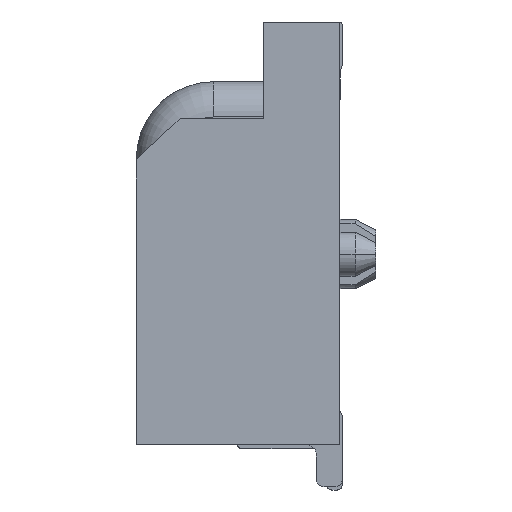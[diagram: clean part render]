
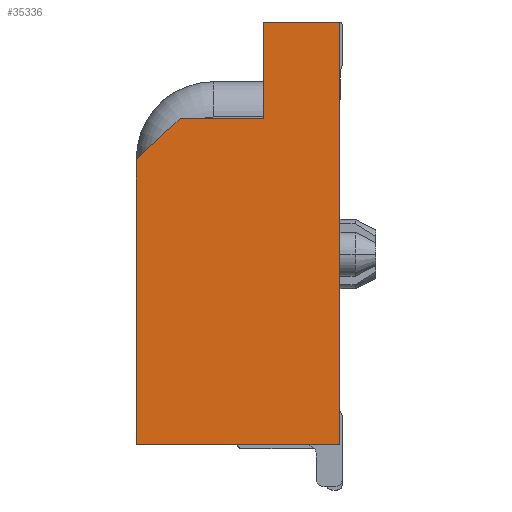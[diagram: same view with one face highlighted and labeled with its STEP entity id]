
A CAD part, left-side view. The second image highlights one B-rep face of the part: STEP entity #35336.
In plain terms, the highlighted planar face has unit normal (-1, 0, 0).
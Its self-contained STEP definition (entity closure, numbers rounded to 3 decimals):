
#3742=EDGE_CURVE('',#10915,#10916,#10917,.T.);
#3744=EDGE_CURVE('',#10919,#10915,#10920,.T.);
#3746=EDGE_CURVE('',#10922,#10919,#10923,.T.);
#3748=EDGE_CURVE('',#10925,#10922,#10926,.T.);
#3750=EDGE_CURVE('',#10928,#10925,#10929,.T.);
#3752=EDGE_CURVE('',#10931,#10928,#10932,.T.);
#3754=EDGE_CURVE('',#10916,#10931,#10934,.T.);
#10915=VERTEX_POINT('',#20430);
#10916=VERTEX_POINT('',#20431);
#10917=LINE('',#20432,#20433);
#10919=VERTEX_POINT('',#20436);
#10920=LINE('',#20437,#20438);
#10922=VERTEX_POINT('',#20441);
#10923=LINE('',#20442,#20443);
#10925=VERTEX_POINT('',#20446);
#10926=LINE('',#20447,#20448);
#10928=VERTEX_POINT('',#20451);
#10929=LINE('',#20452,#20453);
#10931=VERTEX_POINT('',#20456);
#10932=LINE('',#20457,#20458);
#10934=LINE('',#20461,#20462);
#20430=CARTESIAN_POINT('',(-14.95,-2.0,-8.2));
#20431=CARTESIAN_POINT('',(-14.95,1.95,-8.2));
#20432=CARTESIAN_POINT('',(-14.95,-2.0,-8.2));
#20433=VECTOR('',#36722,3.95);
#20436=CARTESIAN_POINT('',(-14.95,-2.0,0.0));
#20437=CARTESIAN_POINT('',(-14.95,-2.0,0.0));
#20438=VECTOR('',#36723,8.2);
#20441=CARTESIAN_POINT('',(-14.95,-0.53,0.0));
#20442=CARTESIAN_POINT('',(-14.95,-0.53,0.0));
#20443=VECTOR('',#36724,1.47);
#20446=CARTESIAN_POINT('',(-14.95,-0.53,-1.87));
#20447=CARTESIAN_POINT('',(-14.95,-0.53,-1.87));
#20448=VECTOR('',#36725,1.87);
#20451=CARTESIAN_POINT('',(-14.95,1.1,-1.87));
#20452=CARTESIAN_POINT('',(-14.95,1.1,-1.87));
#20453=VECTOR('',#36726,1.63);
#20456=CARTESIAN_POINT('',(-14.95,1.95,-2.65));
#20457=CARTESIAN_POINT('',(-14.95,1.95,-2.65));
#20458=VECTOR('',#36727,1.154);
#20461=CARTESIAN_POINT('',(-14.95,1.95,-8.2));
#20462=VECTOR('',#36728,5.55);
#35336=ADVANCED_FACE('',(#42129),#42130,.F.);
#36722=DIRECTION('',(0.0,1.0,0.0));
#36723=DIRECTION('',(0.0,0.0,-1.0));
#36724=DIRECTION('',(0.0,-1.0,0.0));
#36725=DIRECTION('',(0.0,0.0,1.0));
#36726=DIRECTION('',(0.0,-1.0,0.0));
#36727=DIRECTION('',(0.0,-0.737,0.676));
#36728=DIRECTION('',(0.0,0.0,1.0));
#42129=FACE_OUTER_BOUND('',#44514,.T.);
#42130=PLANE('',#44515);
#44514=EDGE_LOOP('',(#47071,#47072,#47073,#47074,#47075,#47076,#47077));
#44515=AXIS2_PLACEMENT_3D('',#47078,#47079,#47080);
#47071=ORIENTED_EDGE('',*,*,#3742,.F.);
#47072=ORIENTED_EDGE('',*,*,#3744,.F.);
#47073=ORIENTED_EDGE('',*,*,#3746,.F.);
#47074=ORIENTED_EDGE('',*,*,#3748,.F.);
#47075=ORIENTED_EDGE('',*,*,#3750,.F.);
#47076=ORIENTED_EDGE('',*,*,#3752,.F.);
#47077=ORIENTED_EDGE('',*,*,#3754,.F.);
#47078=CARTESIAN_POINT('',(-14.95,0.0,0.0));
#47079=DIRECTION('',(1.0,0.0,0.0));
#47080=DIRECTION('',(0.0,1.0,0.0));
